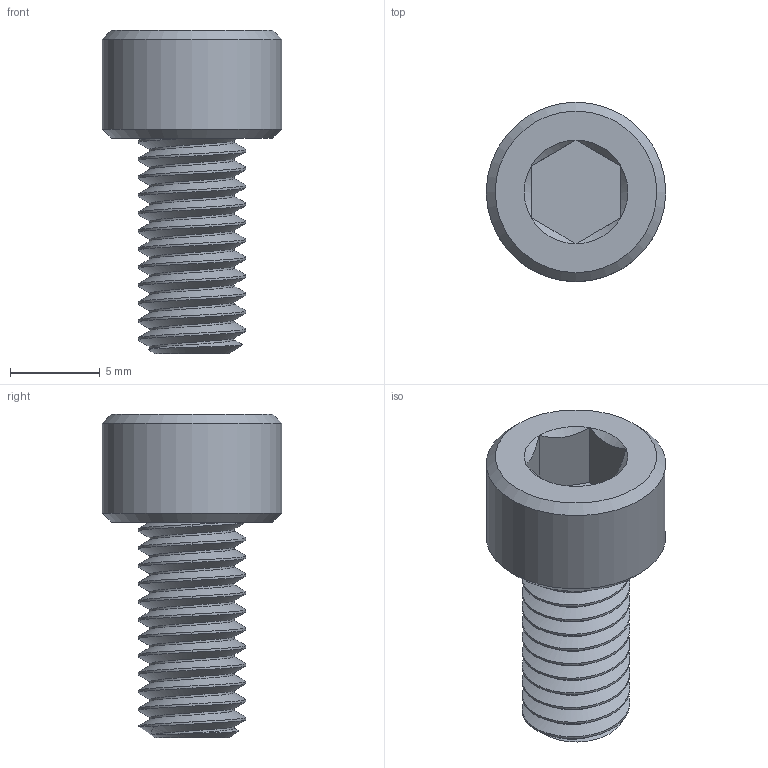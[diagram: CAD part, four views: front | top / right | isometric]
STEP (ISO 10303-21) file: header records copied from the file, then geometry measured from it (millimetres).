
FILE_DESCRIPTION(/* description */ ('Hex socket head cap screw M6x1.00 x 12','CAx-IF Rec.Pracs.---Representation and Presentation of Product Manufacturing Information (PMI)---4.0---2014-10-13'),/* implementation_level */ '2;1');
FILE_NAME(/* name */ 'OSSM - Stand - 3030 Extrusion Base Default_Hardware - OSSM - Stand - 3030 Extrusion Base Default_M6 x 12 Cap Head Screw_step.stp',/* time_stamp */ '2025-02-27T09:06:28-05:00',/* author */ (''),/* organization */ (''),/* preprocessor_version */ 'ST-DEVELOPER v20',/* originating_system */ 'Autodesk Translation Framework v13.20.0.188',/* authorisation */ '');
FILE_SCHEMA (('AP242_MANAGED_MODEL_BASED_3D_ENGINEERING_MIM_LF { 1 0 10303 442 1 1 4 }'));
Length unit declared in the file: millimetre
Products named in the file (1): Hex socket head cap screw M6x1.00 x 12
Bounding box: 10 x 10 x 18 mm (x, y, z)
Volume: 651.4 mm3; surface area: 732 mm2
Topology: 1 solids, 1 shells, 48 faces, 119 edges, 75 vertices
Faces by surface type: cylinder 27, plane 10, cone 9, bspline 2
Full cylindrical faces by diameter (mm): 4.701 x11, 6 x11, 10 x1
Entity records: 3753 total; most frequent: CARTESIAN_POINT 2708, ORIENTED_EDGE 238, DIRECTION 166, EDGE_CURVE 119, VERTEX_POINT 75, AXIS2_PLACEMENT_3D 63, B_SPLINE_CURVE_WITH_KNOTS 57, EDGE_LOOP 50
